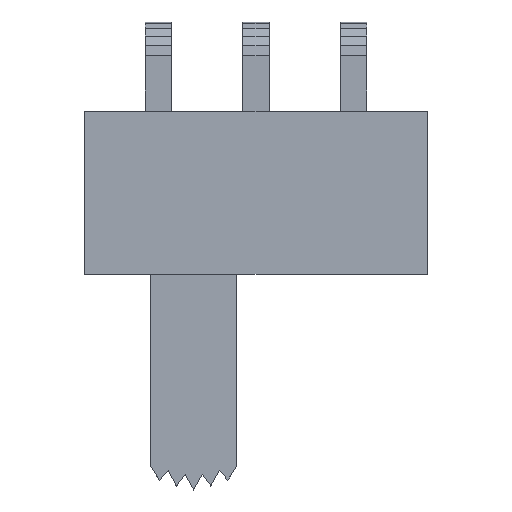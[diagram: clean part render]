
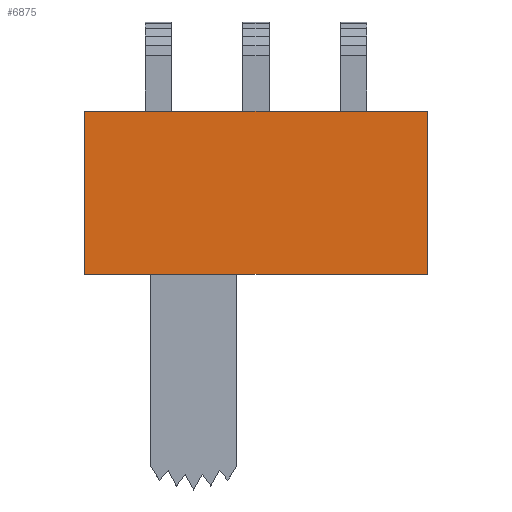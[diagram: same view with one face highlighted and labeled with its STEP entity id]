
A CAD part, top view. The second image highlights one B-rep face of the part: STEP entity #6875.
In plain terms, the highlighted planar face has unit normal (0, 0, 1).
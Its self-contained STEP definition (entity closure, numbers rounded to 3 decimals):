
#72 = PLANE('',#73);
#73 = AXIS2_PLACEMENT_3D('',#74,#75,#76);
#74 = CARTESIAN_POINT('',(0.315,-2.4,2.955)
  );
#75 = DIRECTION('',(1.,0.,0.));
#76 = DIRECTION('',(0.,0.,1.));
#983 = PLANE('',#984);
#984 = AXIS2_PLACEMENT_3D('',#985,#986,#987);
#985 = CARTESIAN_POINT('',(-4.935,0.1,3.061)
  );
#986 = DIRECTION('',(0.,1.,0.));
#987 = DIRECTION('',(0.,0.,1.));
#4397 = VERTEX_POINT('',#4398);
#4398 = CARTESIAN_POINT('',(-10.185,-4.9,
    5.8));
#4436 = PLANE('',#4437);
#4437 = AXIS2_PLACEMENT_3D('',#4438,#4439,#4440);
#4438 = CARTESIAN_POINT('',(-10.185,-2.4,
    2.955));
#4439 = DIRECTION('',(-1.,0.,0.));
#4440 = DIRECTION('',(0.,-1.,0.));
#4760 = PLANE('',#4761);
#4761 = AXIS2_PLACEMENT_3D('',#4762,#4763,#4764);
#4762 = CARTESIAN_POINT('',(-5.007,-4.868,
    5.339));
#4763 = DIRECTION('',(0.,-0.998,-0.069
    ));
#4764 = DIRECTION('',(0.,0.069,-0.998)
  );
#6008 = VERTEX_POINT('',#6009);
#6009 = CARTESIAN_POINT('',(0.315,-4.9,
    5.8));
#6104 = EDGE_CURVE('',#6105,#4397,#6107,.T.);
#6105 = VERTEX_POINT('',#6106);
#6106 = CARTESIAN_POINT('',(-10.185,0.1,5.8
    ));
#6107 = SURFACE_CURVE('',#6108,(#6112,#6119),.PCURVE_S1.);
#6108 = LINE('',#6109,#6110);
#6109 = CARTESIAN_POINT('',(-10.185,0.1,5.8
    ));
#6110 = VECTOR('',#6111,1.);
#6111 = DIRECTION('',(0.,-1.,0.));
#6112 = PCURVE('',#4436,#6113);
#6113 = DEFINITIONAL_REPRESENTATION('',(#6114),#6118);
#6114 = LINE('',#6115,#6116);
#6115 = CARTESIAN_POINT('',(-2.5,2.845));
#6116 = VECTOR('',#6117,1.);
#6117 = DIRECTION('',(1.,0.));
#6118 = ( GEOMETRIC_REPRESENTATION_CONTEXT(2) 
PARAMETRIC_REPRESENTATION_CONTEXT() REPRESENTATION_CONTEXT('2D SPACE',''
  ) );
#6119 = PCURVE('',#6120,#6125);
#6120 = PLANE('',#6121);
#6121 = AXIS2_PLACEMENT_3D('',#6122,#6123,#6124);
#6122 = CARTESIAN_POINT('',(-4.935,-2.4,5.8)
  );
#6123 = DIRECTION('',(0.,0.,1.));
#6124 = DIRECTION('',(0.,1.,0.));
#6125 = DEFINITIONAL_REPRESENTATION('',(#6126),#6130);
#6126 = LINE('',#6127,#6128);
#6127 = CARTESIAN_POINT('',(2.5,5.25));
#6128 = VECTOR('',#6129,1.);
#6129 = DIRECTION('',(-1.,0.));
#6130 = ( GEOMETRIC_REPRESENTATION_CONTEXT(2) 
PARAMETRIC_REPRESENTATION_CONTEXT() REPRESENTATION_CONTEXT('2D SPACE',''
  ) );
#6875 = ADVANCED_FACE('',(#6876),#6120,.T.);
#6876 = FACE_BOUND('',#6877,.T.);
#6877 = EDGE_LOOP('',(#6878,#6879,#6900,#6923));
#6878 = ORIENTED_EDGE('',*,*,#6104,.T.);
#6879 = ORIENTED_EDGE('',*,*,#6880,.T.);
#6880 = EDGE_CURVE('',#4397,#6008,#6881,.T.);
#6881 = SURFACE_CURVE('',#6882,(#6886,#6893),.PCURVE_S1.);
#6882 = LINE('',#6883,#6884);
#6883 = CARTESIAN_POINT('',(-10.185,-4.9,
    5.8));
#6884 = VECTOR('',#6885,1.);
#6885 = DIRECTION('',(1.,0.,0.));
#6886 = PCURVE('',#6120,#6887);
#6887 = DEFINITIONAL_REPRESENTATION('',(#6888),#6892);
#6888 = LINE('',#6889,#6890);
#6889 = CARTESIAN_POINT('',(-2.5,5.25));
#6890 = VECTOR('',#6891,1.);
#6891 = DIRECTION('',(0.,-1.));
#6892 = ( GEOMETRIC_REPRESENTATION_CONTEXT(2) 
PARAMETRIC_REPRESENTATION_CONTEXT() REPRESENTATION_CONTEXT('2D SPACE',''
  ) );
#6893 = PCURVE('',#4760,#6894);
#6894 = DEFINITIONAL_REPRESENTATION('',(#6895),#6899);
#6895 = LINE('',#6896,#6897);
#6896 = CARTESIAN_POINT('',(-0.462,-5.178));
#6897 = VECTOR('',#6898,1.);
#6898 = DIRECTION('',(0.,1.));
#6899 = ( GEOMETRIC_REPRESENTATION_CONTEXT(2) 
PARAMETRIC_REPRESENTATION_CONTEXT() REPRESENTATION_CONTEXT('2D SPACE',''
  ) );
#6900 = ORIENTED_EDGE('',*,*,#6901,.T.);
#6901 = EDGE_CURVE('',#6008,#6902,#6904,.T.);
#6902 = VERTEX_POINT('',#6903);
#6903 = CARTESIAN_POINT('',(0.315,0.1,5.8)
  );
#6904 = SURFACE_CURVE('',#6905,(#6909,#6916),.PCURVE_S1.);
#6905 = LINE('',#6906,#6907);
#6906 = CARTESIAN_POINT('',(0.315,-4.9,
    5.8));
#6907 = VECTOR('',#6908,1.);
#6908 = DIRECTION('',(0.,1.,0.));
#6909 = PCURVE('',#6120,#6910);
#6910 = DEFINITIONAL_REPRESENTATION('',(#6911),#6915);
#6911 = LINE('',#6912,#6913);
#6912 = CARTESIAN_POINT('',(-2.5,-5.25));
#6913 = VECTOR('',#6914,1.);
#6914 = DIRECTION('',(1.,0.));
#6915 = ( GEOMETRIC_REPRESENTATION_CONTEXT(2) 
PARAMETRIC_REPRESENTATION_CONTEXT() REPRESENTATION_CONTEXT('2D SPACE',''
  ) );
#6916 = PCURVE('',#72,#6917);
#6917 = DEFINITIONAL_REPRESENTATION('',(#6918),#6922);
#6918 = LINE('',#6919,#6920);
#6919 = CARTESIAN_POINT('',(2.845,2.5));
#6920 = VECTOR('',#6921,1.);
#6921 = DIRECTION('',(0.,-1.));
#6922 = ( GEOMETRIC_REPRESENTATION_CONTEXT(2) 
PARAMETRIC_REPRESENTATION_CONTEXT() REPRESENTATION_CONTEXT('2D SPACE',''
  ) );
#6923 = ORIENTED_EDGE('',*,*,#6924,.F.);
#6924 = EDGE_CURVE('',#6105,#6902,#6925,.T.);
#6925 = SURFACE_CURVE('',#6926,(#6930,#6937),.PCURVE_S1.);
#6926 = LINE('',#6927,#6928);
#6927 = CARTESIAN_POINT('',(-10.185,0.1,5.8
    ));
#6928 = VECTOR('',#6929,1.);
#6929 = DIRECTION('',(1.,0.,0.));
#6930 = PCURVE('',#6120,#6931);
#6931 = DEFINITIONAL_REPRESENTATION('',(#6932),#6936);
#6932 = LINE('',#6933,#6934);
#6933 = CARTESIAN_POINT('',(2.5,5.25));
#6934 = VECTOR('',#6935,1.);
#6935 = DIRECTION('',(0.,-1.));
#6936 = ( GEOMETRIC_REPRESENTATION_CONTEXT(2) 
PARAMETRIC_REPRESENTATION_CONTEXT() REPRESENTATION_CONTEXT('2D SPACE',''
  ) );
#6937 = PCURVE('',#983,#6938);
#6938 = DEFINITIONAL_REPRESENTATION('',(#6939),#6943);
#6939 = LINE('',#6940,#6941);
#6940 = CARTESIAN_POINT('',(2.739,-5.25));
#6941 = VECTOR('',#6942,1.);
#6942 = DIRECTION('',(0.,1.));
#6943 = ( GEOMETRIC_REPRESENTATION_CONTEXT(2) 
PARAMETRIC_REPRESENTATION_CONTEXT() REPRESENTATION_CONTEXT('2D SPACE',''
  ) );
